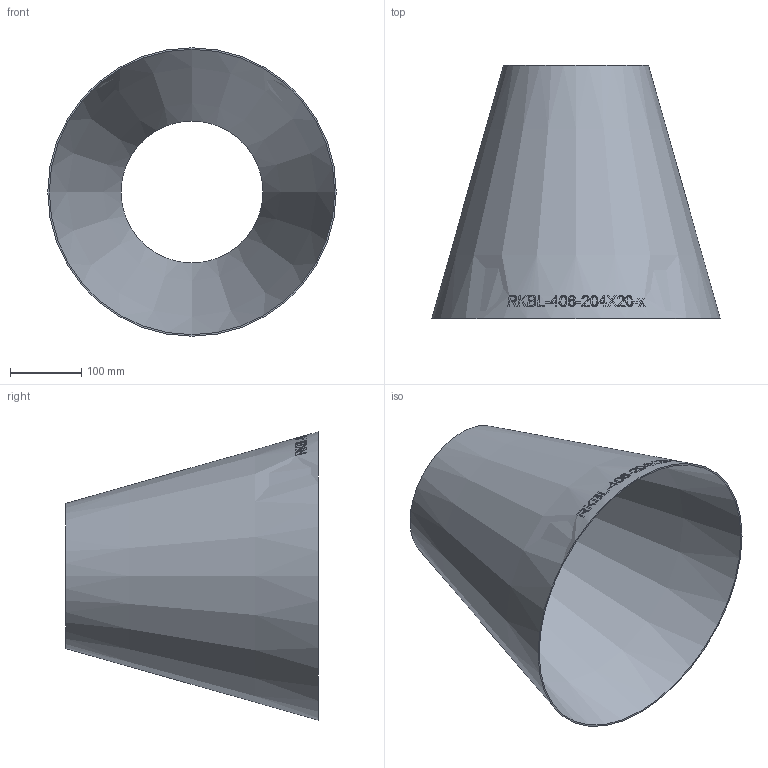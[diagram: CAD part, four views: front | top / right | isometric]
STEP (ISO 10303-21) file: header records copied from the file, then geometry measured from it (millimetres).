
FILE_DESCRIPTION (( 'STEP AP214' ), '1' );
FILE_NAME ('RKBL-406-204X20-x Reduzierung aus Blech 2006.STEP', '2020-06-18T08:52:29', ( '' ), ( '' ), 'SwSTEP 2.0', 'SolidWorks 2019', '' );
FILE_SCHEMA (( 'AUTOMOTIVE_DESIGN' ));
Length unit declared in the file: millimetre
Products named in the file (1): RKBL-406-204X20-x Reduzierung aus Blech 2006
Bounding box: 406 x 356 x 406 mm (x, y, z)
Volume: 702065.9 mm3; surface area: 708277 mm2
Topology: 1 solids, 1 shells, 229 faces, 603 edges, 402 vertices
Faces by surface type: bspline 199, cone 28, plane 2
Entity records: 38235 total; most frequent: CARTESIAN_POINT 31934, ORIENTED_EDGE 1202, EDGE_CURVE 601, B_SPLINE_CURVE_WITH_KNOTS 597, VERTEX_POINT 402, EDGE_LOOP 259, ADVANCED_FACE 229, FACE_OUTER_BOUND 229
